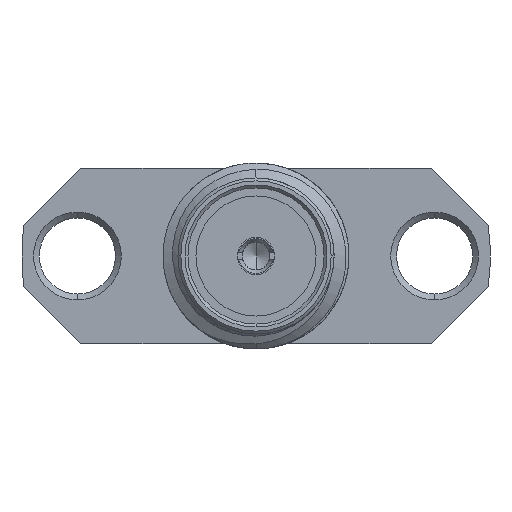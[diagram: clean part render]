
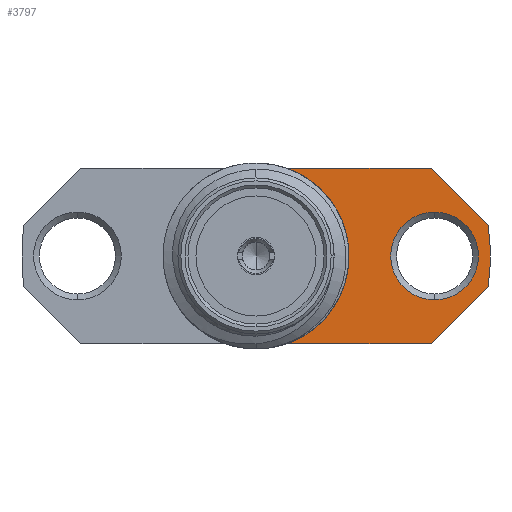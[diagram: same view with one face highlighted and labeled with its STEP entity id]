
A CAD part, left-side view. The second image highlights one B-rep face of the part: STEP entity #3797.
In plain terms, the highlighted planar face has unit normal (-1, 0, 0).
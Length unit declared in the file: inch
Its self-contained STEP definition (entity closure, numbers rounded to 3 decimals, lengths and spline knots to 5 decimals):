
#34 = CARTESIAN_POINT ( 'NONE',  ( 0.31025, -0.29198, 0.11811 ) ) ;
#57 = EDGE_CURVE ( 'NONE', #1925, #286, #5136, .T. ) ;
#70 = ORIENTED_EDGE ( 'NONE', *, *, #3073, .F. ) ;
#91 = LINE ( 'NONE', #2604, #3479 ) ;
#180 = ORIENTED_EDGE ( 'NONE', *, *, #3643, .T. ) ;
#241 = CARTESIAN_POINT ( 'NONE',  ( 0.31025, -0.24016, -0.05906 ) ) ;
#262 = CARTESIAN_POINT ( 'NONE',  ( 0.31025, -0.24016, 0. ) ) ;
#270 = AXIS2_PLACEMENT_3D ( 'NONE', #2024, #2001, #1994 ) ;
#286 = VERTEX_POINT ( 'NONE', #241 ) ;
#325 = CARTESIAN_POINT ( 'NONE',  ( 0.31025, -0.23544, -0.11811 ) ) ;
#403 = EDGE_CURVE ( 'NONE', #891, #803, #4199, .T. ) ;
#528 = CARTESIAN_POINT ( 'NONE',  ( 0.31025, -0.31224, 0.04131 ) ) ;
#633 = AXIS2_PLACEMENT_3D ( 'NONE', #654, #1557, #4600 ) ;
#654 = CARTESIAN_POINT ( 'NONE',  ( 0.31025, 0., 0. ) ) ;
#713 = DIRECTION ( 'NONE',  ( 0., 0., 1. ) ) ;
#788 = VECTOR ( 'NONE', #2762, 39.37008 ) ;
#803 = VERTEX_POINT ( 'NONE', #2807 ) ;
#814 = EDGE_CURVE ( 'NONE', #4288, #4407, #4966, .T. ) ;
#826 = CARTESIAN_POINT ( 'NONE',  ( 0.31025, -0.31224, 0.04131 ) ) ;
#891 = VERTEX_POINT ( 'NONE', #1886 ) ;
#929 = LINE ( 'NONE', #2311, #788 ) ;
#1100 = EDGE_LOOP ( 'NONE', ( #3150, #5181 ) ) ;
#1513 = CARTESIAN_POINT ( 'NONE',  ( 0.31025, -0.31224, -0.04131 ) ) ;
#1557 = DIRECTION ( 'NONE',  ( -1., 0., 0. ) ) ;
#1886 = CARTESIAN_POINT ( 'NONE',  ( 0.31025, -0.03075, 0.11811 ) ) ;
#1925 = VERTEX_POINT ( 'NONE', #2075 ) ;
#1939 = DIRECTION ( 'NONE',  ( 1., 0., 0. ) ) ;
#1994 = DIRECTION ( 'NONE',  ( 0., 0., 1. ) ) ;
#2001 = DIRECTION ( 'NONE',  ( 1., 0., 0. ) ) ;
#2020 = FACE_OUTER_BOUND ( 'NONE', #3711, .T. ) ;
#2024 = CARTESIAN_POINT ( 'NONE',  ( 0.31025, -0.24016, 0. ) ) ;
#2075 = CARTESIAN_POINT ( 'NONE',  ( 0.31025, -0.24016, 0.05906 ) ) ;
#2311 = CARTESIAN_POINT ( 'NONE',  ( 0.31025, -0.23544, -0.11811 ) ) ;
#2604 = CARTESIAN_POINT ( 'NONE',  ( 0.31025, 0.29198, -0.11811 ) ) ;
#2762 = DIRECTION ( 'NONE',  ( 0., -0.707, 0.707 ) ) ;
#2807 = CARTESIAN_POINT ( 'NONE',  ( 0.31025, -0.03075, -0.11811 ) ) ;
#2831 = AXIS2_PLACEMENT_3D ( 'NONE', #4540, #1939, #4955 ) ;
#2852 = EDGE_CURVE ( 'NONE', #286, #1925, #3145, .T. ) ;
#2866 = FACE_BOUND ( 'NONE', #1100, .T. ) ;
#2875 = PLANE ( 'NONE',  #633 ) ;
#2898 = ORIENTED_EDGE ( 'NONE', *, *, #3936, .F. ) ;
#3030 = VERTEX_POINT ( 'NONE', #325 ) ;
#3073 = EDGE_CURVE ( 'NONE', #3030, #803, #91, .T. ) ;
#3129 = CARTESIAN_POINT ( 'NONE',  ( 0.31025, -0.23544, 0.11811 ) ) ;
#3145 = CIRCLE ( 'NONE', #5603, 0.05906 ) ;
#3150 = ORIENTED_EDGE ( 'NONE', *, *, #57, .T. ) ;
#3192 = DIRECTION ( 'NONE',  ( 0., 0.707, 0.707 ) ) ;
#3289 = ORIENTED_EDGE ( 'NONE', *, *, #403, .T. ) ;
#3358 = VERTEX_POINT ( 'NONE', #3129 ) ;
#3359 = DIRECTION ( 'NONE',  ( 1., 0., 0. ) ) ;
#3479 = VECTOR ( 'NONE', #5170, 39.37008 ) ;
#3493 = ORIENTED_EDGE ( 'NONE', *, *, #814, .F. ) ;
#3643 = EDGE_CURVE ( 'NONE', #3030, #4407, #929, .T. ) ;
#3692 = EDGE_CURVE ( 'NONE', #4288, #3358, #5266, .T. ) ;
#3711 = EDGE_LOOP ( 'NONE', ( #2898, #3289, #70, #180, #3493, #4782 ) ) ;
#3797 = ADVANCED_FACE ( 'NONE', ( #2866, #2020 ), #2875, .T. ) ;
#3936 = EDGE_CURVE ( 'NONE', #891, #3358, #4051, .T. ) ;
#4051 = LINE ( 'NONE', #34, #4334 ) ;
#4144 = VECTOR ( 'NONE', #3192, 39.37008 ) ;
#4199 = CIRCLE ( 'NONE', #5046, 0.12205 ) ;
#4288 = VERTEX_POINT ( 'NONE', #826 ) ;
#4334 = VECTOR ( 'NONE', #4426, 39.37008 ) ;
#4407 = VERTEX_POINT ( 'NONE', #1513 ) ;
#4426 = DIRECTION ( 'NONE',  ( 0., -1., 0. ) ) ;
#4540 = CARTESIAN_POINT ( 'NONE',  ( 0.31025, 0., 0. ) ) ;
#4600 = DIRECTION ( 'NONE',  ( 0., 0., 1. ) ) ;
#4759 = DIRECTION ( 'NONE',  ( 0., 0., 1. ) ) ;
#4775 = DIRECTION ( 'NONE',  ( 1., 0., 0. ) ) ;
#4782 = ORIENTED_EDGE ( 'NONE', *, *, #3692, .T. ) ;
#4791 = CARTESIAN_POINT ( 'NONE',  ( 0.31025, 0., 0. ) ) ;
#4955 = DIRECTION ( 'NONE',  ( 0., 0., 1. ) ) ;
#4966 = CIRCLE ( 'NONE', #2831, 0.31496 ) ;
#5046 = AXIS2_PLACEMENT_3D ( 'NONE', #4791, #4775, #4759 ) ;
#5136 = CIRCLE ( 'NONE', #270, 0.05906 ) ;
#5170 = DIRECTION ( 'NONE',  ( 0., 1., 0. ) ) ;
#5181 = ORIENTED_EDGE ( 'NONE', *, *, #2852, .T. ) ;
#5266 = LINE ( 'NONE', #528, #4144 ) ;
#5603 = AXIS2_PLACEMENT_3D ( 'NONE', #262, #3359, #713 ) ;
